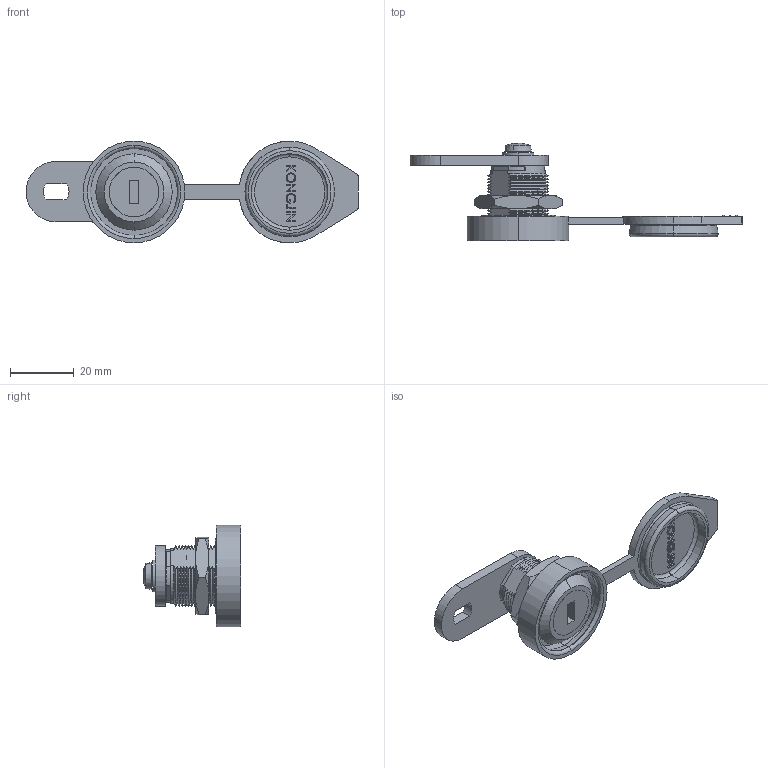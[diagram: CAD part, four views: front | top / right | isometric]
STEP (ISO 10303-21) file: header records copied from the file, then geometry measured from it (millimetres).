
FILE_DESCRIPTION (( 'STEP AP214' ), '1' );
FILE_NAME ('C8 KC-104.STEP', '2016-12-15T06:38:34', ( '' ), ( '' ), 'SwSTEP 2.0', 'SolidWorks 2011', '' );
FILE_SCHEMA (( 'AUTOMOTIVE_DESIGN' ));
Length unit declared in the file: millimetre
Products named in the file (1): C8 KC-104
Bounding box: 104.5 x 30.65 x 32 mm (x, y, z)
Volume: 15019.5 mm3; surface area: 13815.1 mm2
Topology: 3 solids, 9 shells, 421 faces, 1137 edges, 743 vertices
Faces by surface type: plane 151, cone 131, cylinder 89, bspline 36, torus 12, sphere 2
Entity records: 19700 total; most frequent: CARTESIAN_POINT 4486, ORIENTED_EDGE 2270, DIRECTION 2159, EDGE_CURVE 1135, AXIS2_PLACEMENT_3D 832, VERTEX_POINT 743, LINE 495, VECTOR 495
